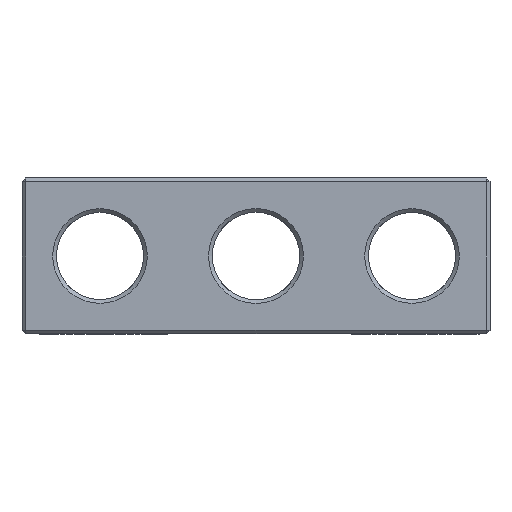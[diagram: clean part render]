
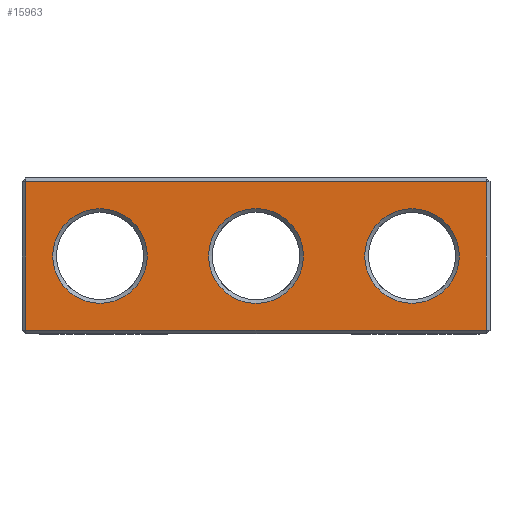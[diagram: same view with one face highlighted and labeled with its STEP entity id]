
A CAD part, front view. The second image highlights one B-rep face of the part: STEP entity #15963.
In plain terms, the highlighted planar face has unit normal (0, -1, 0).
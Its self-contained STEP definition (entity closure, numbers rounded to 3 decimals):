
#1553 = PLANE('',#1554);
#1554 = AXIS2_PLACEMENT_3D('',#1555,#1556,#1557);
#1555 = CARTESIAN_POINT('',(-31.25,-6.1,0.15));
#1556 = DIRECTION('',(0.,-0.707,-0.707));
#1557 = DIRECTION('',(-1.,-0.,-0.));
#10023 = VERTEX_POINT('',#10024);
#10024 = CARTESIAN_POINT('',(-30.95,-6.25,0.3));
#10050 = EDGE_CURVE('',#10023,#10051,#10053,.T.);
#10051 = VERTEX_POINT('',#10052);
#10052 = CARTESIAN_POINT('',(5.95,-6.25,0.3));
#10053 = SURFACE_CURVE('',#10054,(#10058,#10065),.PCURVE_S1.);
#10054 = LINE('',#10055,#10056);
#10055 = CARTESIAN_POINT('',(-31.25,-6.25,0.3));
#10056 = VECTOR('',#10057,1.);
#10057 = DIRECTION('',(1.,0.,0.));
#10058 = PCURVE('',#1553,#10059);
#10059 = DEFINITIONAL_REPRESENTATION('',(#10060),#10064);
#10060 = LINE('',#10061,#10062);
#10061 = CARTESIAN_POINT('',(-0.,-0.212));
#10062 = VECTOR('',#10063,1.);
#10063 = DIRECTION('',(-1.,0.));
#10064 = ( GEOMETRIC_REPRESENTATION_CONTEXT(2) 
PARAMETRIC_REPRESENTATION_CONTEXT() REPRESENTATION_CONTEXT('2D SPACE',''
  ) );
#10065 = PCURVE('',#10066,#10071);
#10066 = PLANE('',#10067);
#10067 = AXIS2_PLACEMENT_3D('',#10068,#10069,#10070);
#10068 = CARTESIAN_POINT('',(-31.25,-6.25,0.));
#10069 = DIRECTION('',(0.,1.,0.));
#10070 = DIRECTION('',(1.,0.,0.));
#10071 = DEFINITIONAL_REPRESENTATION('',(#10072),#10076);
#10072 = LINE('',#10073,#10074);
#10073 = CARTESIAN_POINT('',(0.,-0.3));
#10074 = VECTOR('',#10075,1.);
#10075 = DIRECTION('',(1.,0.));
#10076 = ( GEOMETRIC_REPRESENTATION_CONTEXT(2) 
PARAMETRIC_REPRESENTATION_CONTEXT() REPRESENTATION_CONTEXT('2D SPACE',''
  ) );
#15566 = PLANE('',#15567);
#15567 = AXIS2_PLACEMENT_3D('',#15568,#15569,#15570);
#15568 = CARTESIAN_POINT('',(6.1,-6.1,0.));
#15569 = DIRECTION('',(0.707,-0.707,0.));
#15570 = DIRECTION('',(-0.,-0.,-1.));
#15952 = PLANE('',#15953);
#15953 = AXIS2_PLACEMENT_3D('',#15954,#15955,#15956);
#15954 = CARTESIAN_POINT('',(-31.1,-6.1,0.));
#15955 = DIRECTION('',(-0.707,-0.707,0.));
#15956 = DIRECTION('',(-0.,-0.,-1.));
#15963 = ADVANCED_FACE('',(#15964,#16039,#16074,#16105),#10066,.F.);
#15964 = FACE_BOUND('',#15965,.F.);
#15965 = EDGE_LOOP('',(#15966,#15996,#16017,#16018));
#15966 = ORIENTED_EDGE('',*,*,#15967,.T.);
#15967 = EDGE_CURVE('',#15968,#15970,#15972,.T.);
#15968 = VERTEX_POINT('',#15969);
#15969 = CARTESIAN_POINT('',(-30.95,-6.25,12.2));
#15970 = VERTEX_POINT('',#15971);
#15971 = CARTESIAN_POINT('',(5.95,-6.25,12.2));
#15972 = SURFACE_CURVE('',#15973,(#15977,#15984),.PCURVE_S1.);
#15973 = LINE('',#15974,#15975);
#15974 = CARTESIAN_POINT('',(-31.25,-6.25,12.2));
#15975 = VECTOR('',#15976,1.);
#15976 = DIRECTION('',(1.,0.,0.));
#15977 = PCURVE('',#10066,#15978);
#15978 = DEFINITIONAL_REPRESENTATION('',(#15979),#15983);
#15979 = LINE('',#15980,#15981);
#15980 = CARTESIAN_POINT('',(0.,-12.2));
#15981 = VECTOR('',#15982,1.);
#15982 = DIRECTION('',(1.,0.));
#15983 = ( GEOMETRIC_REPRESENTATION_CONTEXT(2) 
PARAMETRIC_REPRESENTATION_CONTEXT() REPRESENTATION_CONTEXT('2D SPACE',''
  ) );
#15984 = PCURVE('',#15985,#15990);
#15985 = PLANE('',#15986);
#15986 = AXIS2_PLACEMENT_3D('',#15987,#15988,#15989);
#15987 = CARTESIAN_POINT('',(-31.25,-6.1,12.35));
#15988 = DIRECTION('',(0.,0.707,-0.707));
#15989 = DIRECTION('',(-1.,-0.,-0.));
#15990 = DEFINITIONAL_REPRESENTATION('',(#15991),#15995);
#15991 = LINE('',#15992,#15993);
#15992 = CARTESIAN_POINT('',(-0.,-0.212));
#15993 = VECTOR('',#15994,1.);
#15994 = DIRECTION('',(-1.,0.));
#15995 = ( GEOMETRIC_REPRESENTATION_CONTEXT(2) 
PARAMETRIC_REPRESENTATION_CONTEXT() REPRESENTATION_CONTEXT('2D SPACE',''
  ) );
#15996 = ORIENTED_EDGE('',*,*,#15997,.F.);
#15997 = EDGE_CURVE('',#10051,#15970,#15998,.T.);
#15998 = SURFACE_CURVE('',#15999,(#16003,#16010),.PCURVE_S1.);
#15999 = LINE('',#16000,#16001);
#16000 = CARTESIAN_POINT('',(5.95,-6.25,0.));
#16001 = VECTOR('',#16002,1.);
#16002 = DIRECTION('',(0.,0.,1.));
#16003 = PCURVE('',#10066,#16004);
#16004 = DEFINITIONAL_REPRESENTATION('',(#16005),#16009);
#16005 = LINE('',#16006,#16007);
#16006 = CARTESIAN_POINT('',(37.2,0.));
#16007 = VECTOR('',#16008,1.);
#16008 = DIRECTION('',(0.,-1.));
#16009 = ( GEOMETRIC_REPRESENTATION_CONTEXT(2) 
PARAMETRIC_REPRESENTATION_CONTEXT() REPRESENTATION_CONTEXT('2D SPACE',''
  ) );
#16010 = PCURVE('',#15566,#16011);
#16011 = DEFINITIONAL_REPRESENTATION('',(#16012),#16016);
#16012 = LINE('',#16013,#16014);
#16013 = CARTESIAN_POINT('',(-0.,-0.212));
#16014 = VECTOR('',#16015,1.);
#16015 = DIRECTION('',(-1.,0.));
#16016 = ( GEOMETRIC_REPRESENTATION_CONTEXT(2) 
PARAMETRIC_REPRESENTATION_CONTEXT() REPRESENTATION_CONTEXT('2D SPACE',''
  ) );
#16017 = ORIENTED_EDGE('',*,*,#10050,.F.);
#16018 = ORIENTED_EDGE('',*,*,#16019,.T.);
#16019 = EDGE_CURVE('',#10023,#15968,#16020,.T.);
#16020 = SURFACE_CURVE('',#16021,(#16025,#16032),.PCURVE_S1.);
#16021 = LINE('',#16022,#16023);
#16022 = CARTESIAN_POINT('',(-30.95,-6.25,0.));
#16023 = VECTOR('',#16024,1.);
#16024 = DIRECTION('',(0.,0.,1.));
#16025 = PCURVE('',#10066,#16026);
#16026 = DEFINITIONAL_REPRESENTATION('',(#16027),#16031);
#16027 = LINE('',#16028,#16029);
#16028 = CARTESIAN_POINT('',(0.3,0.));
#16029 = VECTOR('',#16030,1.);
#16030 = DIRECTION('',(0.,-1.));
#16031 = ( GEOMETRIC_REPRESENTATION_CONTEXT(2) 
PARAMETRIC_REPRESENTATION_CONTEXT() REPRESENTATION_CONTEXT('2D SPACE',''
  ) );
#16032 = PCURVE('',#15952,#16033);
#16033 = DEFINITIONAL_REPRESENTATION('',(#16034),#16038);
#16034 = LINE('',#16035,#16036);
#16035 = CARTESIAN_POINT('',(-0.,0.212));
#16036 = VECTOR('',#16037,1.);
#16037 = DIRECTION('',(-1.,0.));
#16038 = ( GEOMETRIC_REPRESENTATION_CONTEXT(2) 
PARAMETRIC_REPRESENTATION_CONTEXT() REPRESENTATION_CONTEXT('2D SPACE',''
  ) );
#16039 = FACE_BOUND('',#16040,.F.);
#16040 = EDGE_LOOP('',(#16041));
#16041 = ORIENTED_EDGE('',*,*,#16042,.T.);
#16042 = EDGE_CURVE('',#16043,#16043,#16045,.T.);
#16043 = VERTEX_POINT('',#16044);
#16044 = CARTESIAN_POINT('',(-25.,-6.25,10.04));
#16045 = SURFACE_CURVE('',#16046,(#16051,#16062),.PCURVE_S1.);
#16046 = CIRCLE('',#16047,3.79);
#16047 = AXIS2_PLACEMENT_3D('',#16048,#16049,#16050);
#16048 = CARTESIAN_POINT('',(-25.,-6.25,6.25));
#16049 = DIRECTION('',(0.,-1.,0.));
#16050 = DIRECTION('',(0.,0.,1.));
#16051 = PCURVE('',#10066,#16052);
#16052 = DEFINITIONAL_REPRESENTATION('',(#16053),#16061);
#16053 = ( BOUNDED_CURVE() B_SPLINE_CURVE(2,(#16054,#16055,#16056,#16057
    ,#16058,#16059,#16060),.UNSPECIFIED.,.T.,.F.) 
B_SPLINE_CURVE_WITH_KNOTS((1,2,2,2,2,1),(-2.094,0.,
    2.094,4.189,6.283,8.378),
.UNSPECIFIED.) CURVE() GEOMETRIC_REPRESENTATION_ITEM() 
RATIONAL_B_SPLINE_CURVE((1.,0.5,1.,0.5,1.,0.5,1.)) REPRESENTATION_ITEM(
  '') );
#16054 = CARTESIAN_POINT('',(6.25,-10.04));
#16055 = CARTESIAN_POINT('',(-0.314,-10.04));
#16056 = CARTESIAN_POINT('',(2.968,-4.355));
#16057 = CARTESIAN_POINT('',(6.25,1.33));
#16058 = CARTESIAN_POINT('',(9.532,-4.355));
#16059 = CARTESIAN_POINT('',(12.814,-10.04));
#16060 = CARTESIAN_POINT('',(6.25,-10.04));
#16061 = ( GEOMETRIC_REPRESENTATION_CONTEXT(2) 
PARAMETRIC_REPRESENTATION_CONTEXT() REPRESENTATION_CONTEXT('2D SPACE',''
  ) );
#16062 = PCURVE('',#16063,#16068);
#16063 = CONICAL_SURFACE('',#16064,3.49,0.785);
#16064 = AXIS2_PLACEMENT_3D('',#16065,#16066,#16067);
#16065 = CARTESIAN_POINT('',(-25.,-5.95,6.25));
#16066 = DIRECTION('',(0.,-1.,0.));
#16067 = DIRECTION('',(0.,0.,1.));
#16068 = DEFINITIONAL_REPRESENTATION('',(#16069),#16073);
#16069 = LINE('',#16070,#16071);
#16070 = CARTESIAN_POINT('',(0.,0.3));
#16071 = VECTOR('',#16072,1.);
#16072 = DIRECTION('',(1.,0.));
#16073 = ( GEOMETRIC_REPRESENTATION_CONTEXT(2) 
PARAMETRIC_REPRESENTATION_CONTEXT() REPRESENTATION_CONTEXT('2D SPACE',''
  ) );
#16074 = FACE_BOUND('',#16075,.F.);
#16075 = EDGE_LOOP('',(#16076));
#16076 = ORIENTED_EDGE('',*,*,#16077,.F.);
#16077 = EDGE_CURVE('',#16078,#16078,#16080,.T.);
#16078 = VERTEX_POINT('',#16079);
#16079 = CARTESIAN_POINT('',(-12.5,-6.25,10.05));
#16080 = SURFACE_CURVE('',#16081,(#16086,#16093),.PCURVE_S1.);
#16081 = CIRCLE('',#16082,3.8);
#16082 = AXIS2_PLACEMENT_3D('',#16083,#16084,#16085);
#16083 = CARTESIAN_POINT('',(-12.5,-6.25,6.25));
#16084 = DIRECTION('',(0.,1.,0.));
#16085 = DIRECTION('',(0.,0.,1.));
#16086 = PCURVE('',#10066,#16087);
#16087 = DEFINITIONAL_REPRESENTATION('',(#16088),#16092);
#16088 = CIRCLE('',#16089,3.8);
#16089 = AXIS2_PLACEMENT_2D('',#16090,#16091);
#16090 = CARTESIAN_POINT('',(18.75,-6.25));
#16091 = DIRECTION('',(0.,-1.));
#16092 = ( GEOMETRIC_REPRESENTATION_CONTEXT(2) 
PARAMETRIC_REPRESENTATION_CONTEXT() REPRESENTATION_CONTEXT('2D SPACE',''
  ) );
#16093 = PCURVE('',#16094,#16099);
#16094 = CONICAL_SURFACE('',#16095,3.5,0.785);
#16095 = AXIS2_PLACEMENT_3D('',#16096,#16097,#16098);
#16096 = CARTESIAN_POINT('',(-12.5,-5.95,6.25));
#16097 = DIRECTION('',(0.,-1.,0.));
#16098 = DIRECTION('',(0.,0.,1.));
#16099 = DEFINITIONAL_REPRESENTATION('',(#16100),#16104);
#16100 = LINE('',#16101,#16102);
#16101 = CARTESIAN_POINT('',(-0.,0.3));
#16102 = VECTOR('',#16103,1.);
#16103 = DIRECTION('',(-1.,0.));
#16104 = ( GEOMETRIC_REPRESENTATION_CONTEXT(2) 
PARAMETRIC_REPRESENTATION_CONTEXT() REPRESENTATION_CONTEXT('2D SPACE',''
  ) );
#16105 = FACE_BOUND('',#16106,.F.);
#16106 = EDGE_LOOP('',(#16107));
#16107 = ORIENTED_EDGE('',*,*,#16108,.F.);
#16108 = EDGE_CURVE('',#16109,#16109,#16111,.T.);
#16109 = VERTEX_POINT('',#16110);
#16110 = CARTESIAN_POINT('',(0.,-6.25,10.04));
#16111 = SURFACE_CURVE('',#16112,(#16117,#16124),.PCURVE_S1.);
#16112 = CIRCLE('',#16113,3.79);
#16113 = AXIS2_PLACEMENT_3D('',#16114,#16115,#16116);
#16114 = CARTESIAN_POINT('',(0.,-6.25,6.25));
#16115 = DIRECTION('',(0.,1.,0.));
#16116 = DIRECTION('',(0.,0.,1.));
#16117 = PCURVE('',#10066,#16118);
#16118 = DEFINITIONAL_REPRESENTATION('',(#16119),#16123);
#16119 = CIRCLE('',#16120,3.79);
#16120 = AXIS2_PLACEMENT_2D('',#16121,#16122);
#16121 = CARTESIAN_POINT('',(31.25,-6.25));
#16122 = DIRECTION('',(0.,-1.));
#16123 = ( GEOMETRIC_REPRESENTATION_CONTEXT(2) 
PARAMETRIC_REPRESENTATION_CONTEXT() REPRESENTATION_CONTEXT('2D SPACE',''
  ) );
#16124 = PCURVE('',#16125,#16130);
#16125 = CONICAL_SURFACE('',#16126,3.79,0.785);
#16126 = AXIS2_PLACEMENT_3D('',#16127,#16128,#16129);
#16127 = CARTESIAN_POINT('',(0.,-6.25,6.25));
#16128 = DIRECTION('',(0.,-1.,0.));
#16129 = DIRECTION('',(0.,0.,1.));
#16130 = DEFINITIONAL_REPRESENTATION('',(#16131),#16135);
#16131 = LINE('',#16132,#16133);
#16132 = CARTESIAN_POINT('',(-0.,-0.));
#16133 = VECTOR('',#16134,1.);
#16134 = DIRECTION('',(-1.,-0.));
#16135 = ( GEOMETRIC_REPRESENTATION_CONTEXT(2) 
PARAMETRIC_REPRESENTATION_CONTEXT() REPRESENTATION_CONTEXT('2D SPACE',''
  ) );
